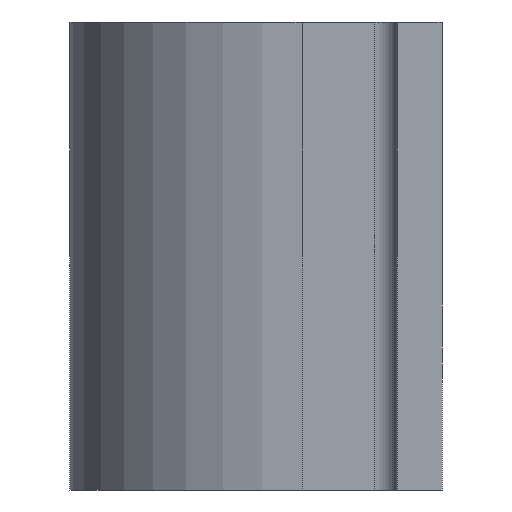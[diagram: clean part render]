
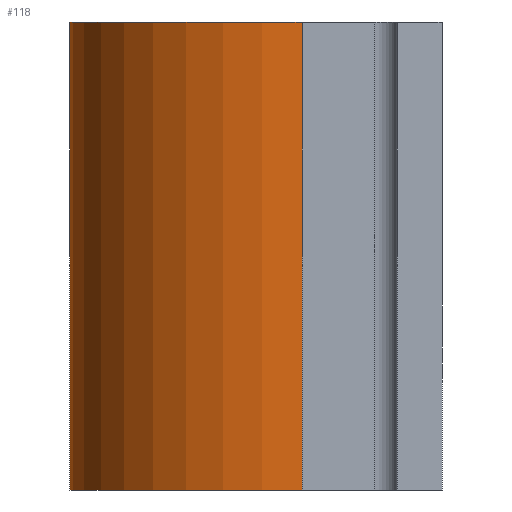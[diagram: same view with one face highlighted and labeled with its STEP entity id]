
A CAD part, left-side view. The second image highlights one B-rep face of the part: STEP entity #118.
In plain terms, the highlighted cylindrical face has radius 7.874 mm (diameter 15.748 mm), a partial arc.
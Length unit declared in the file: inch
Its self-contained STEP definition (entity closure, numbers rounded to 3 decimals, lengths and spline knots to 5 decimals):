
#6 = VERTEX_POINT ( 'NONE', #435 ) ;
#19 = CIRCLE ( 'NONE', #316, 0.31 ) ;
#21 = DIRECTION ( 'NONE',  ( 1., 0., 0. ) ) ;
#24 = VERTEX_POINT ( 'NONE', #176 ) ;
#38 = DIRECTION ( 'NONE',  ( 0., 0., -1. ) ) ;
#42 = ORIENTED_EDGE ( 'NONE', *, *, #59, .F. ) ;
#59 = EDGE_CURVE ( 'NONE', #466, #24, #19, .T. ) ;
#62 = AXIS2_PLACEMENT_3D ( 'NONE', #379, #135, #71 ) ;
#71 = DIRECTION ( 'NONE',  ( -1., 0., 0. ) ) ;
#105 = EDGE_LOOP ( 'NONE', ( #42, #372, #489, #408 ) ) ;
#114 = EDGE_CURVE ( 'NONE', #462, #466, #170, .T. ) ;
#118 = ADVANCED_FACE ( 'NONE', ( #481 ), #248, .T. ) ;
#134 = DIRECTION ( 'NONE',  ( 0., 0., -1. ) ) ;
#135 = DIRECTION ( 'NONE',  ( 0., 0., -1. ) ) ;
#160 = VECTOR ( 'NONE', #320, 39.37008 ) ;
#170 = LINE ( 'NONE', #239, #160 ) ;
#176 = CARTESIAN_POINT ( 'NONE',  ( 1.372, 0.187, -0.3125 ) ) ;
#233 = EDGE_CURVE ( 'NONE', #6, #24, #317, .T. ) ;
#236 = CIRCLE ( 'NONE', #255, 0.31 ) ;
#239 = CARTESIAN_POINT ( 'NONE',  ( 0.752, 0.187, 0.3125 ) ) ;
#248 = CYLINDRICAL_SURFACE ( 'NONE', #62, 0.31 ) ;
#255 = AXIS2_PLACEMENT_3D ( 'NONE', #377, #134, #424 ) ;
#289 = CARTESIAN_POINT ( 'NONE',  ( 0.752, 0.187, 0.3125 ) ) ;
#316 = AXIS2_PLACEMENT_3D ( 'NONE', #451, #449, #21 ) ;
#317 = LINE ( 'NONE', #460, #515 ) ;
#320 = DIRECTION ( 'NONE',  ( 0., 0., -1. ) ) ;
#372 = ORIENTED_EDGE ( 'NONE', *, *, #114, .F. ) ;
#377 = CARTESIAN_POINT ( 'NONE',  ( 1.062, 0.187, 0.3125 ) ) ;
#379 = CARTESIAN_POINT ( 'NONE',  ( 1.062, 0.187, 0.3125 ) ) ;
#408 = ORIENTED_EDGE ( 'NONE', *, *, #233, .T. ) ;
#424 = DIRECTION ( 'NONE',  ( 1., 0., 0. ) ) ;
#435 = CARTESIAN_POINT ( 'NONE',  ( 1.372, 0.187, 0.3125 ) ) ;
#449 = DIRECTION ( 'NONE',  ( 0., 0., -1. ) ) ;
#451 = CARTESIAN_POINT ( 'NONE',  ( 1.062, 0.187, -0.3125 ) ) ;
#460 = CARTESIAN_POINT ( 'NONE',  ( 1.372, 0.187, 0.3125 ) ) ;
#462 = VERTEX_POINT ( 'NONE', #289 ) ;
#466 = VERTEX_POINT ( 'NONE', #551 ) ;
#481 = FACE_OUTER_BOUND ( 'NONE', #105, .T. ) ;
#489 = ORIENTED_EDGE ( 'NONE', *, *, #527, .T. ) ;
#515 = VECTOR ( 'NONE', #38, 39.37008 ) ;
#527 = EDGE_CURVE ( 'NONE', #462, #6, #236, .T. ) ;
#551 = CARTESIAN_POINT ( 'NONE',  ( 0.752, 0.187, -0.3125 ) ) ;
